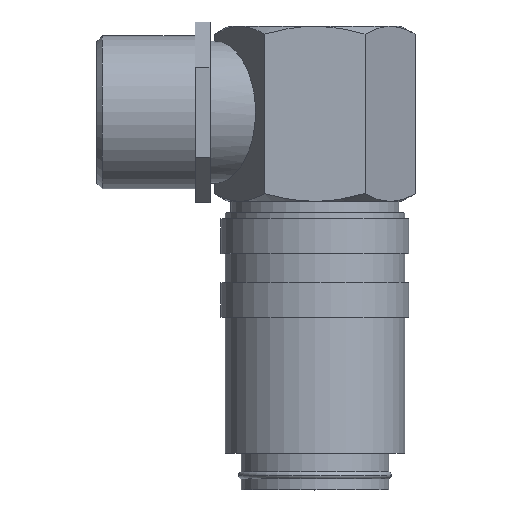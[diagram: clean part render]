
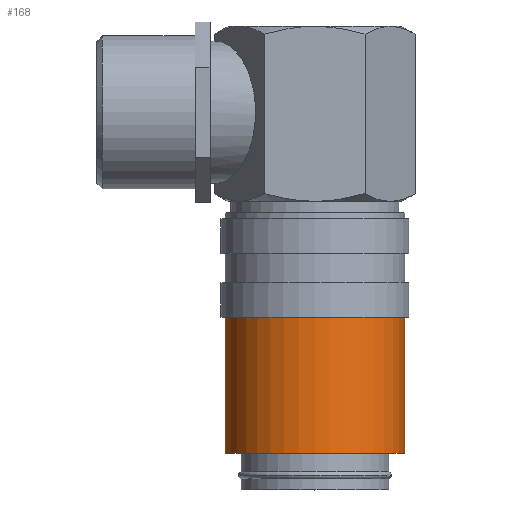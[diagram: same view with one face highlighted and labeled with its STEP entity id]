
A CAD part, top view. The second image highlights one B-rep face of the part: STEP entity #168.
In plain terms, the highlighted cylindrical face has radius 15.5 mm (diameter 31 mm), a partial arc.
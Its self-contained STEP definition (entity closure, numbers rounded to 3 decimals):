
#168=ADVANCED_FACE('',(#379),#380,.T.);
#379=FACE_OUTER_BOUND('',#632,.T.);
#380=CYLINDRICAL_SURFACE('',#633,15.5);
#632=EDGE_LOOP('',(#1053,#1054,#1055,#1056));
#633=AXIS2_PLACEMENT_3D('',#1057,#1058,#1059);
#1053=ORIENTED_EDGE('',*,*,#1567,.T.);
#1054=ORIENTED_EDGE('',*,*,#1568,.F.);
#1055=ORIENTED_EDGE('',*,*,#1569,.T.);
#1056=ORIENTED_EDGE('',*,*,#1570,.T.);
#1057=CARTESIAN_POINT('',(0.0,18.05,0.0));
#1058=DIRECTION('',(-0.0,1.0,0.0));
#1059=DIRECTION('',(1.0,0.0,0.0));
#1567=EDGE_CURVE('',#1896,#1897,#1898,.T.);
#1568=EDGE_CURVE('',#1899,#1897,#1900,.T.);
#1569=EDGE_CURVE('',#1899,#1901,#1902,.T.);
#1570=EDGE_CURVE('',#1901,#1896,#1903,.T.);
#1896=VERTEX_POINT('',#2485);
#1897=VERTEX_POINT('',#2486);
#1898=LINE('',#2487,#2488);
#1899=VERTEX_POINT('',#2489);
#1900=CIRCLE('',#2490,15.5);
#1901=VERTEX_POINT('',#2491);
#1902=LINE('',#2492,#2493);
#1903=CIRCLE('',#2494,15.5);
#2485=CARTESIAN_POINT('',(15.5,6.3,0.0));
#2486=CARTESIAN_POINT('',(15.5,29.8,0.0));
#2487=CARTESIAN_POINT('',(15.5,18.05,0.));
#2488=VECTOR('',#2979,1.0);
#2489=CARTESIAN_POINT('',(-15.5,29.8,0.));
#2490=AXIS2_PLACEMENT_3D('',#2980,#2981,#2982);
#2491=CARTESIAN_POINT('',(-15.5,6.3,0.));
#2492=CARTESIAN_POINT('',(-15.5,18.05,0.));
#2493=VECTOR('',#2983,1.0);
#2494=AXIS2_PLACEMENT_3D('',#2984,#2985,#2986);
#2979=DIRECTION('',(0.0,1.0,0.0));
#2980=CARTESIAN_POINT('',(0.0,29.8,0.0));
#2981=DIRECTION('',(-0.0,1.0,0.0));
#2982=DIRECTION('',(1.0,0.0,0.0));
#2983=DIRECTION('',(-0.0,-1.0,-0.0));
#2984=CARTESIAN_POINT('',(0.0,6.3,0.0));
#2985=DIRECTION('',(-0.0,1.0,0.0));
#2986=DIRECTION('',(1.0,0.0,0.0));
